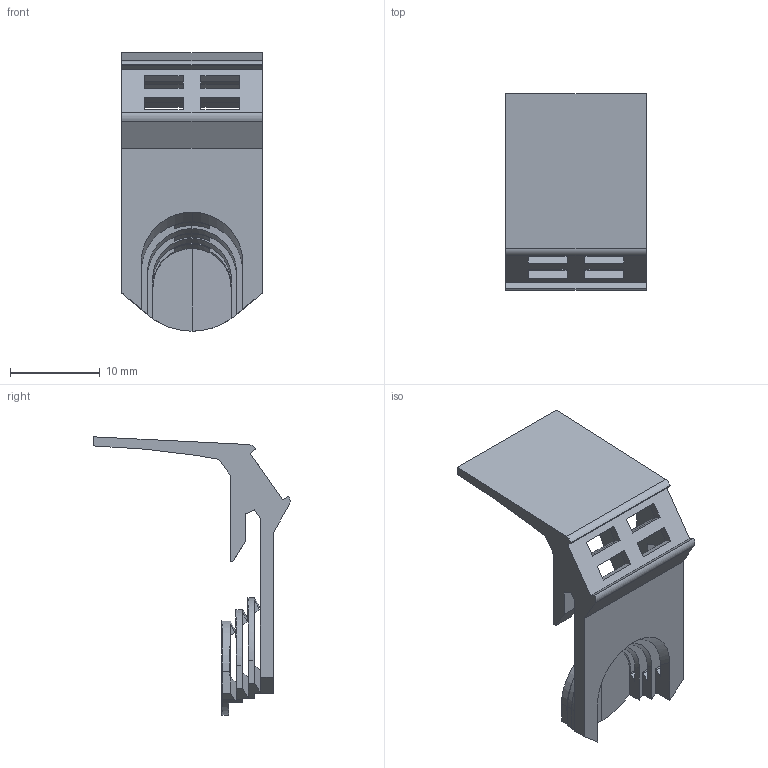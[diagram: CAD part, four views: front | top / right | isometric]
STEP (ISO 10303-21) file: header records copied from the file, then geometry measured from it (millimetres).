
FILE_DESCRIPTION(('CATIA V5 STEP Exchange','CAx-IF Rec.Pracs.--- Model Styling and Organization---1.5--- 2016-08-15','CAx-IF Rec.Pracs.---Supplemental Geometry---1.0---2011-11-01','CAx-IF Rec.Pracs.--- Composite Materials ---1.1---2010-07-15'),'2;1');
FILE_NAME ('D1463013_0', '2025-09-22T09:12:46+00:00', ('none'), ('Weidmueller'), 'CATIA Version 5-6 Release 2024 SP4', 'CATIA V5 STEP AP214 v3', 'none');
FILE_SCHEMA(('AUTOMOTIVE_DESIGN { 1 0 10303 214 1 1 1 1 }'));
Length unit declared in the file: millimetre
Products named in the file (1): 2503330000_WPDPC_X30_GY
Bounding box: 15.6 x 21.85 x 31 mm (x, y, z)
Volume: 1164.9 mm3; surface area: 2108.9 mm2
Topology: 1 solids, 1 shells, 140 faces, 424 edges, 276 vertices
Faces by surface type: plane 111, cylinder 14, bspline 12, cone 3
Entity records: 5181 total; most frequent: CARTESIAN_POINT 1666, ORIENTED_EDGE 848, DIRECTION 537, EDGE_CURVE 424, VECTOR 325, LINE 325, VERTEX_POINT 276, EDGE_LOOP 144
